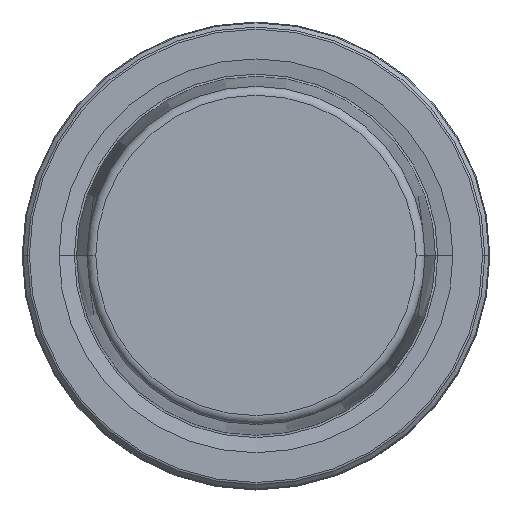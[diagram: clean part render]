
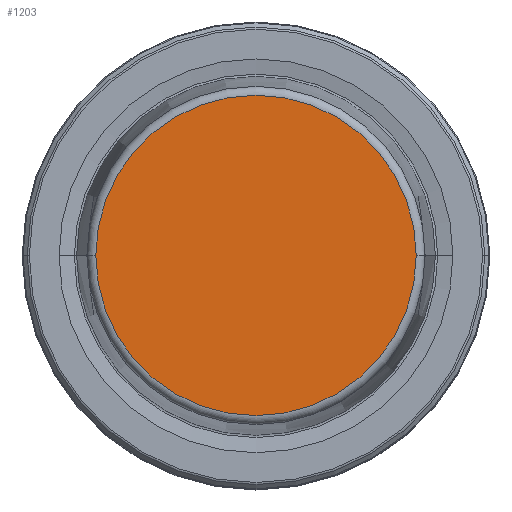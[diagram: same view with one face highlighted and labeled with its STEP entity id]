
A CAD part, top view. The second image highlights one B-rep face of the part: STEP entity #1203.
In plain terms, the highlighted planar face has unit normal (0, 0, 1).
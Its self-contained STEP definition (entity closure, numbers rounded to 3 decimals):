
#18 = EDGE_LOOP ( 'NONE', ( #594, #46 ) ) ;
#26 = VERTEX_POINT ( 'NONE', #701 ) ;
#46 = ORIENTED_EDGE ( 'NONE', *, *, #479, .T. ) ;
#89 = AXIS2_PLACEMENT_3D ( 'NONE', #992, #420, #1093 ) ;
#201 = CARTESIAN_POINT ( 'NONE',  ( 0., 0., 31.9 ) ) ;
#293 = CIRCLE ( 'NONE', #1205, 21.581 ) ;
#308 = DIRECTION ( 'NONE',  ( -1., 0., 0. ) ) ;
#420 = DIRECTION ( 'NONE',  ( 0., 0., 1. ) ) ;
#473 = FACE_OUTER_BOUND ( 'NONE', #18, .T. ) ;
#479 = EDGE_CURVE ( 'NONE', #655, #26, #638, .T. ) ;
#511 = PLANE ( 'NONE',  #1179 ) ;
#570 = DIRECTION ( 'NONE',  ( 0., 0., 1. ) ) ;
#594 = ORIENTED_EDGE ( 'NONE', *, *, #1050, .T. ) ;
#638 = CIRCLE ( 'NONE', #89, 21.581 ) ;
#655 = VERTEX_POINT ( 'NONE', #802 ) ;
#701 = CARTESIAN_POINT ( 'NONE',  ( 21.581, 0., 31.9 ) ) ;
#802 = CARTESIAN_POINT ( 'NONE',  ( -21.581, 0., 31.9 ) ) ;
#877 = DIRECTION ( 'NONE',  ( 0., 0., -1. ) ) ;
#992 = CARTESIAN_POINT ( 'NONE',  ( 0., 0., 31.9 ) ) ;
#1050 = EDGE_CURVE ( 'NONE', #26, #655, #293, .T. ) ;
#1093 = DIRECTION ( 'NONE',  ( 1., 0., 0. ) ) ;
#1148 = CARTESIAN_POINT ( 'NONE',  ( 0., 0., 31.9 ) ) ;
#1179 = AXIS2_PLACEMENT_3D ( 'NONE', #201, #877, #308 ) ;
#1203 = ADVANCED_FACE ( 'NONE', ( #473 ), #511, .F. ) ;
#1205 = AXIS2_PLACEMENT_3D ( 'NONE', #1148, #570, #1248 ) ;
#1248 = DIRECTION ( 'NONE',  ( 1., 0., 0. ) ) ;
